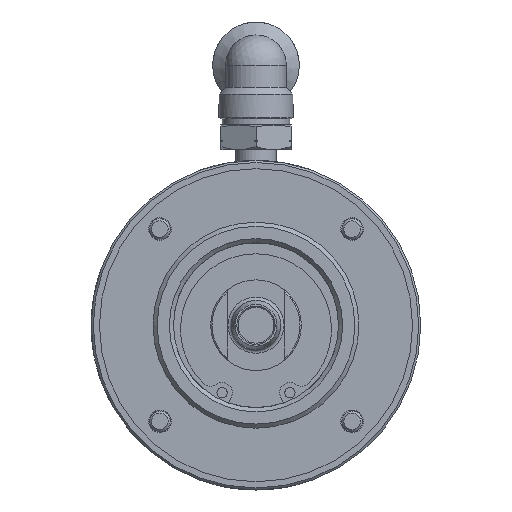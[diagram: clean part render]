
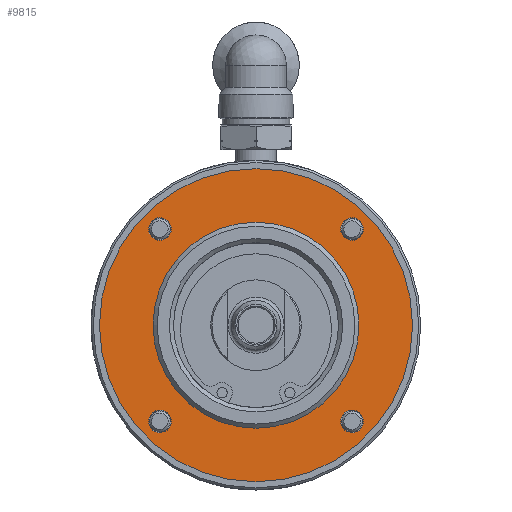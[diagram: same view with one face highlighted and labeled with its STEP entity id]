
A CAD part, left-side view. The second image highlights one B-rep face of the part: STEP entity #9815.
In plain terms, the highlighted planar face has unit normal (-1, 0, 0).
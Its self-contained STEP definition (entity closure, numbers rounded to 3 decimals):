
#514=FACE_BOUND('',#3546,.T.);
#515=FACE_BOUND('',#3547,.T.);
#516=FACE_BOUND('',#3548,.T.);
#517=FACE_BOUND('',#3549,.T.);
#518=FACE_BOUND('',#3550,.T.);
#2203=CIRCLE('',#10684,38.);
#2204=CIRCLE('',#10685,38.);
#2206=CIRCLE('',#10688,2.75);
#2207=CIRCLE('',#10689,2.75);
#2208=CIRCLE('',#10690,2.75);
#2209=CIRCLE('',#10691,2.75);
#2210=CIRCLE('',#10692,2.75);
#2211=CIRCLE('',#10693,2.75);
#2212=CIRCLE('',#10694,2.75);
#2213=CIRCLE('',#10695,2.75);
#2214=CIRCLE('',#10696,25.);
#2215=CIRCLE('',#10697,25.);
#2473=PLANE('',#10687);
#2959=FACE_OUTER_BOUND('',#3545,.T.);
#3545=EDGE_LOOP('',(#8748,#8749));
#3546=EDGE_LOOP('',(#8750,#8751));
#3547=EDGE_LOOP('',(#8752,#8753));
#3548=EDGE_LOOP('',(#8754,#8755));
#3549=EDGE_LOOP('',(#8756,#8757));
#3550=EDGE_LOOP('',(#8758,#8759));
#4756=VERTEX_POINT('',#21262);
#4757=VERTEX_POINT('',#21264);
#4758=VERTEX_POINT('',#21269);
#4759=VERTEX_POINT('',#21270);
#4760=VERTEX_POINT('',#21273);
#4761=VERTEX_POINT('',#21274);
#4762=VERTEX_POINT('',#21277);
#4763=VERTEX_POINT('',#21278);
#4764=VERTEX_POINT('',#21281);
#4765=VERTEX_POINT('',#21282);
#4766=VERTEX_POINT('',#21285);
#4767=VERTEX_POINT('',#21286);
#6137=EDGE_CURVE('',#4756,#4757,#2203,.T.);
#6138=EDGE_CURVE('',#4757,#4756,#2204,.T.);
#6140=EDGE_CURVE('',#4758,#4759,#2206,.T.);
#6141=EDGE_CURVE('',#4759,#4758,#2207,.T.);
#6142=EDGE_CURVE('',#4760,#4761,#2208,.T.);
#6143=EDGE_CURVE('',#4761,#4760,#2209,.T.);
#6144=EDGE_CURVE('',#4762,#4763,#2210,.T.);
#6145=EDGE_CURVE('',#4763,#4762,#2211,.T.);
#6146=EDGE_CURVE('',#4764,#4765,#2212,.T.);
#6147=EDGE_CURVE('',#4765,#4764,#2213,.T.);
#6148=EDGE_CURVE('',#4766,#4767,#2214,.T.);
#6149=EDGE_CURVE('',#4767,#4766,#2215,.T.);
#8748=ORIENTED_EDGE('',*,*,#6138,.F.);
#8749=ORIENTED_EDGE('',*,*,#6137,.F.);
#8750=ORIENTED_EDGE('',*,*,#6140,.T.);
#8751=ORIENTED_EDGE('',*,*,#6141,.T.);
#8752=ORIENTED_EDGE('',*,*,#6142,.T.);
#8753=ORIENTED_EDGE('',*,*,#6143,.T.);
#8754=ORIENTED_EDGE('',*,*,#6144,.T.);
#8755=ORIENTED_EDGE('',*,*,#6145,.T.);
#8756=ORIENTED_EDGE('',*,*,#6146,.T.);
#8757=ORIENTED_EDGE('',*,*,#6147,.T.);
#8758=ORIENTED_EDGE('',*,*,#6148,.F.);
#8759=ORIENTED_EDGE('',*,*,#6149,.F.);
#9815=ADVANCED_FACE('',(#2959,#514,#515,#516,#517,#518),#2473,.F.);
#10684=AXIS2_PLACEMENT_3D('',#21265,#12839,#12840);
#10685=AXIS2_PLACEMENT_3D('',#21266,#12841,#12842);
#10687=AXIS2_PLACEMENT_3D('',#21268,#12845,#12846);
#10688=AXIS2_PLACEMENT_3D('',#21271,#12847,#12848);
#10689=AXIS2_PLACEMENT_3D('',#21272,#12849,#12850);
#10690=AXIS2_PLACEMENT_3D('',#21275,#12851,#12852);
#10691=AXIS2_PLACEMENT_3D('',#21276,#12853,#12854);
#10692=AXIS2_PLACEMENT_3D('',#21279,#12855,#12856);
#10693=AXIS2_PLACEMENT_3D('',#21280,#12857,#12858);
#10694=AXIS2_PLACEMENT_3D('',#21283,#12859,#12860);
#10695=AXIS2_PLACEMENT_3D('',#21284,#12861,#12862);
#10696=AXIS2_PLACEMENT_3D('',#21287,#12863,#12864);
#10697=AXIS2_PLACEMENT_3D('',#21288,#12865,#12866);
#12839=DIRECTION('center_axis',(1.,0.,0.));
#12840=DIRECTION('ref_axis',(0.,-1.,0.));
#12841=DIRECTION('center_axis',(1.,0.,0.));
#12842=DIRECTION('ref_axis',(0.,-1.,0.));
#12845=DIRECTION('center_axis',(1.,0.,0.));
#12846=DIRECTION('ref_axis',(0.,0.,
-1.));
#12847=DIRECTION('center_axis',(1.,0.,0.));
#12848=DIRECTION('ref_axis',(0.,1.,0.));
#12849=DIRECTION('center_axis',(1.,0.,0.));
#12850=DIRECTION('ref_axis',(0.,1.,0.));
#12851=DIRECTION('center_axis',(1.,0.,0.));
#12852=DIRECTION('ref_axis',(0.,0.,
-1.));
#12853=DIRECTION('center_axis',(1.,0.,0.));
#12854=DIRECTION('ref_axis',(0.,0.,
-1.));
#12855=DIRECTION('center_axis',(1.,0.,0.));
#12856=DIRECTION('ref_axis',(0.,-1.,0.));
#12857=DIRECTION('center_axis',(1.,0.,0.));
#12858=DIRECTION('ref_axis',(0.,-1.,0.));
#12859=DIRECTION('center_axis',(1.,0.,0.));
#12860=DIRECTION('ref_axis',(0.,0.,
1.));
#12861=DIRECTION('center_axis',(1.,0.,0.));
#12862=DIRECTION('ref_axis',(0.,0.,
1.));
#12863=DIRECTION('center_axis',(-1.,0.,0.));
#12864=DIRECTION('ref_axis',(0.,0.,
1.));
#12865=DIRECTION('center_axis',(-1.,0.,0.));
#12866=DIRECTION('ref_axis',(0.,0.,
1.));
#21262=CARTESIAN_POINT('',(30.05,38.,0.));
#21264=CARTESIAN_POINT('',(30.05,0.,38.));
#21265=CARTESIAN_POINT('Origin',(30.05,0.,0.));
#21266=CARTESIAN_POINT('Origin',(30.05,0.,0.));
#21268=CARTESIAN_POINT('Origin',(30.05,0.,31.5));
#21269=CARTESIAN_POINT('',(30.05,26.085,23.335));
#21270=CARTESIAN_POINT('',(30.05,20.585,23.335));
#21271=CARTESIAN_POINT('Origin',(30.05,23.335,23.335));
#21272=CARTESIAN_POINT('Origin',(30.05,23.335,23.335));
#21273=CARTESIAN_POINT('',(30.05,23.335,-26.085));
#21274=CARTESIAN_POINT('',(30.05,23.335,-20.585));
#21275=CARTESIAN_POINT('Origin',(30.05,23.335,-23.335));
#21276=CARTESIAN_POINT('Origin',(30.05,23.335,-23.335));
#21277=CARTESIAN_POINT('',(30.05,-26.085,-23.335));
#21278=CARTESIAN_POINT('',(30.05,-20.585,-23.335));
#21279=CARTESIAN_POINT('Origin',(30.05,-23.335,-23.335));
#21280=CARTESIAN_POINT('Origin',(30.05,-23.335,-23.335));
#21281=CARTESIAN_POINT('',(30.05,-23.335,26.085));
#21282=CARTESIAN_POINT('',(30.05,-23.335,20.585));
#21283=CARTESIAN_POINT('Origin',(30.05,-23.335,23.335));
#21284=CARTESIAN_POINT('Origin',(30.05,-23.335,23.335));
#21285=CARTESIAN_POINT('',(30.05,0.,25.));
#21286=CARTESIAN_POINT('',(30.05,0.,-25.));
#21287=CARTESIAN_POINT('Origin',(30.05,0.,0.));
#21288=CARTESIAN_POINT('Origin',(30.05,0.,0.));
